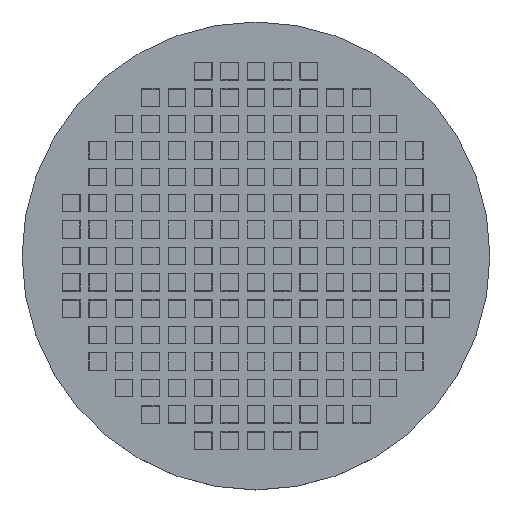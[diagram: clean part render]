
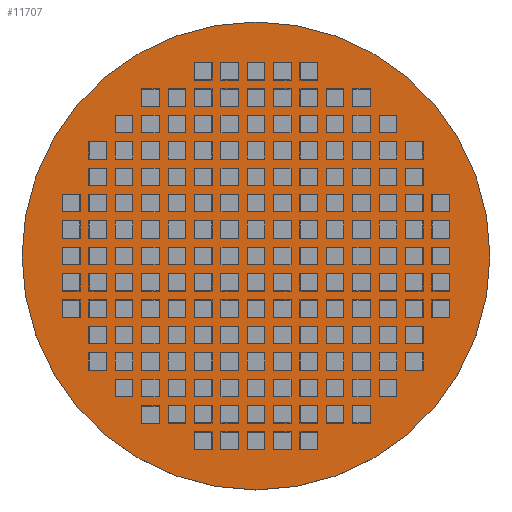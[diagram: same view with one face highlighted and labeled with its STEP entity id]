
A CAD part, top view. The second image highlights one B-rep face of the part: STEP entity #11707.
In plain terms, the highlighted planar face has unit normal (0, 0, 1).
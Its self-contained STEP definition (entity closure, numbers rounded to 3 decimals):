
#11672 = VERTEX_POINT('',#11673);
#11673 = CARTESIAN_POINT('',(163.3,-100.,1.6));
#11679 = EDGE_CURVE('',#11672,#11672,#11680,.T.);
#11680 = CIRCLE('',#11681,13.3);
#11681 = AXIS2_PLACEMENT_3D('',#11682,#11683,#11684);
#11682 = CARTESIAN_POINT('',(150.,-100.,1.6));
#11683 = DIRECTION('',(0.,0.,1.));
#11684 = DIRECTION('',(1.,0.,-0.));
#11707 = ADVANCED_FACE('',(#11708),#11711,.T.);
#11708 = FACE_BOUND('',#11709,.T.);
#11709 = EDGE_LOOP('',(#11710));
#11710 = ORIENTED_EDGE('',*,*,#11679,.T.);
#11711 = PLANE('',#11712);
#11712 = AXIS2_PLACEMENT_3D('',#11713,#11714,#11715);
#11713 = CARTESIAN_POINT('',(150.,-100.,1.6));
#11714 = DIRECTION('',(0.,0.,1.));
#11715 = DIRECTION('',(1.,0.,-0.));
